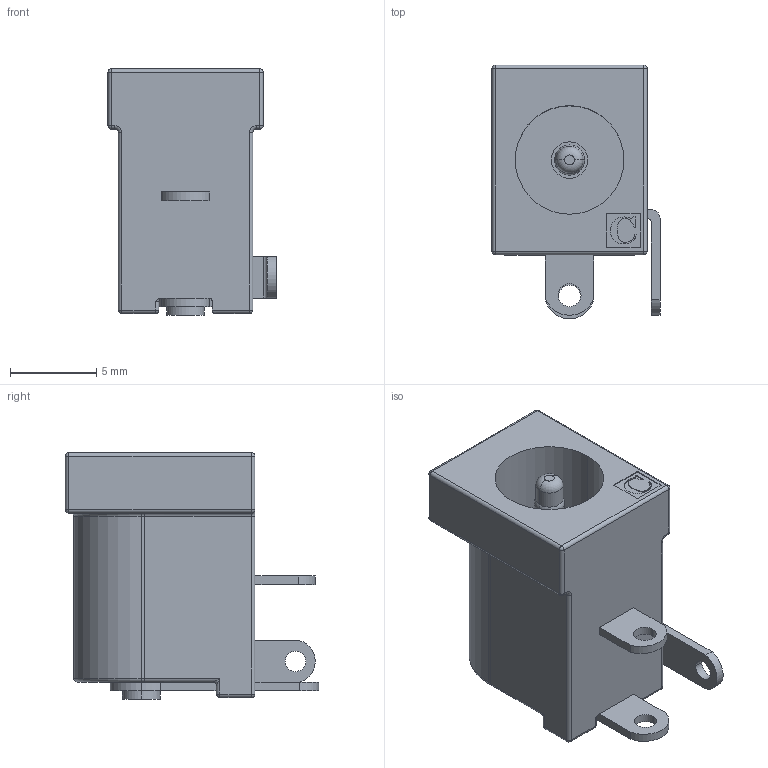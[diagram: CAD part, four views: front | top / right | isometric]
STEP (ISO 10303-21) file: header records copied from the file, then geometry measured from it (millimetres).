
FILE_DESCRIPTION (( 'STEP AP214' ), '1' );
FILE_NAME ('CLIFF DC-10A FC68148.STEP', '2017-01-12T04:51:24', ( '' ), ( '' ), 'SwSTEP 2.0', 'SolidWorks 2014', '' );
FILE_SCHEMA (( 'AUTOMOTIVE_DESIGN' ));
Length unit declared in the file: millimetre
Products named in the file (1): CLIFF DC-10A FC68148
Bounding box: 9.75 x 14.7 x 14.3 mm (x, y, z)
Volume: 906.4 mm3; surface area: 955.7 mm2
Topology: 2 solids, 2 shells, 189 faces, 462 edges, 270 vertices
Faces by surface type: cylinder 67, plane 53, bspline 37, torus 17, sphere 15
Entity records: 7305 total; most frequent: CARTESIAN_POINT 2501, ORIENTED_EDGE 896, DIRECTION 824, EDGE_CURVE 448, AXIS2_PLACEMENT_3D 303, VERTEX_POINT 270, LINE 218, VECTOR 216
